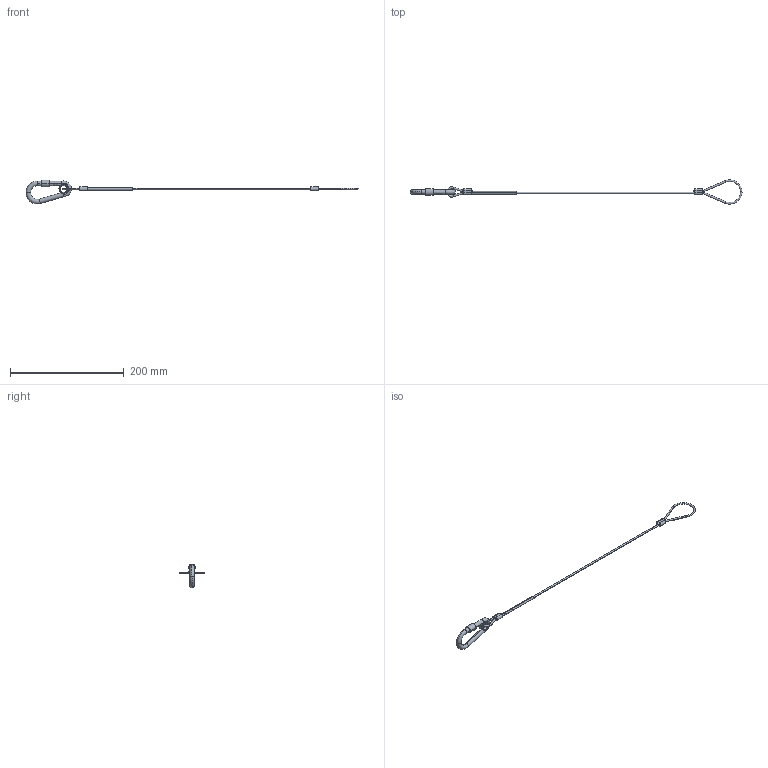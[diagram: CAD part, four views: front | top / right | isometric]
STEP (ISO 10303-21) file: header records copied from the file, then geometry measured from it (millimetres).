
FILE_DESCRIPTION (( 'STEP AP203' ), '1' );
FILE_NAME ('T220025.STEP', '2018-07-19T08:17:42', ( '' ), ( '' ), 'SwSTEP 2.0', 'SolidWorks 2016', '' );
FILE_SCHEMA (( 'CONFIG_CONTROL_DESIGN' ));
Length unit declared in the file: millimetre
Products named in the file (5): S2913; S3163; T400001 (T220025); T220025; S3249_HEATSHRINK - BLACK -  DIA 4.8
Assembly tree (5 placements, depth 2):
  T220025
    T400001 (T220025)
    S3163  x2
    S3249_HEATSHRINK - BLACK -  DIA 4.8
    S2913
Bounding box: 585 x 42.88 x 41.97 mm (x, y, z)
Volume: 16020 mm3; surface area: 15316.8 mm2
Topology: 5 solids, 5 shells, 87 faces, 193 edges, 114 vertices
Faces by surface type: cylinder 30, torus 26, plane 18, bspline 9, cone 4
Entity records: 3960 total; most frequent: CARTESIAN_POINT 1725, DIRECTION 394, ORIENTED_EDGE 338, AXIS2_PLACEMENT_3D 176, EDGE_CURVE 169, CIRCLE 100, VERTEX_POINT 98, EDGE_LOOP 83
